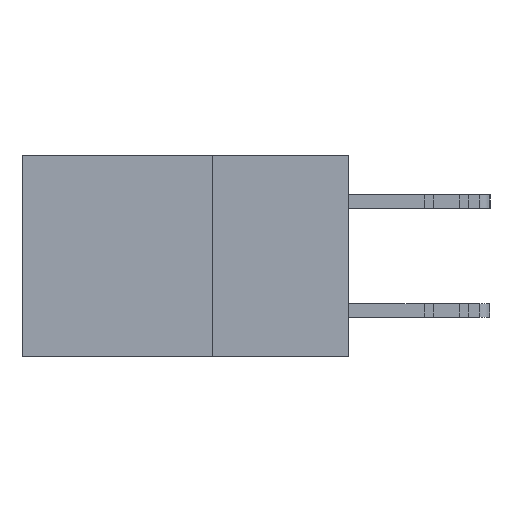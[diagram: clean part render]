
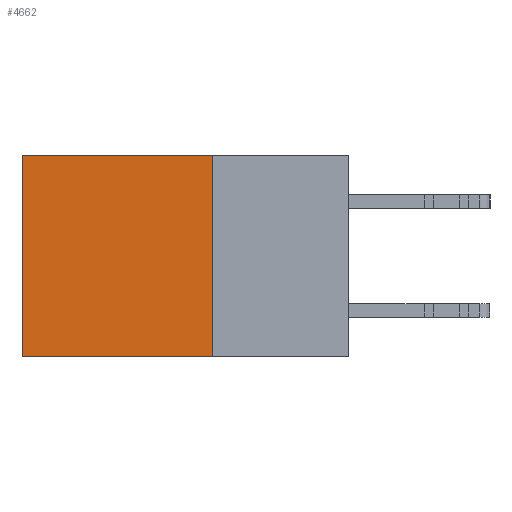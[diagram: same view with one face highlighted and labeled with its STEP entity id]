
A CAD part, left-side view. The second image highlights one B-rep face of the part: STEP entity #4662.
In plain terms, the highlighted planar face has unit normal (-1, 0, 0).
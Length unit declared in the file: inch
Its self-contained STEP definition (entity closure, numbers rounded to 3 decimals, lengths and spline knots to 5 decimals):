
#1893 = CARTESIAN_POINT ( 'NONE',  ( 0.2615, 0.25, -0.37 ) ) ;
#2851 = DIRECTION ( 'NONE',  ( 0., 1., 0. ) ) ;
#3748 = CARTESIAN_POINT ( 'NONE',  ( 0.2615, 0.6, -0.37 ) ) ;
#3909 = LINE ( 'NONE', #1893, #17734 ) ;
#4613 = PLANE ( 'NONE',  #23093 ) ;
#4662 = ADVANCED_FACE ( 'NONE', ( #13356 ), #4613, .F. ) ;
#4881 = DIRECTION ( 'NONE',  ( 1., 0., 0. ) ) ;
#5025 = LINE ( 'NONE', #11482, #11821 ) ;
#7039 = LINE ( 'NONE', #15373, #14309 ) ;
#7056 = DIRECTION ( 'NONE',  ( 0., 0., -1. ) ) ;
#7680 = EDGE_LOOP ( 'NONE', ( #24949, #19280, #21915, #15959 ) ) ;
#7724 = VERTEX_POINT ( 'NONE', #15816 ) ;
#8121 = CARTESIAN_POINT ( 'NONE',  ( 0.2615, 0.25, 0. ) ) ;
#8575 = EDGE_CURVE ( 'NONE', #7724, #24242, #3909, .T. ) ;
#9804 = DIRECTION ( 'NONE',  ( 0., 0., -1. ) ) ;
#11067 = CARTESIAN_POINT ( 'NONE',  ( 0.2615, 0.25, -0.37 ) ) ;
#11482 = CARTESIAN_POINT ( 'NONE',  ( 0.2615, 0.25, -0.37 ) ) ;
#11487 = CARTESIAN_POINT ( 'NONE',  ( 0.2615, 0.6, -0.37 ) ) ;
#11821 = VECTOR ( 'NONE', #13226, 39.37008 ) ;
#13226 = DIRECTION ( 'NONE',  ( 0., 0., -1. ) ) ;
#13356 = FACE_OUTER_BOUND ( 'NONE', #7680, .T. ) ;
#13609 = VECTOR ( 'NONE', #9804, 39.37008 ) ;
#14309 = VECTOR ( 'NONE', #2851, 39.37008 ) ;
#15373 = CARTESIAN_POINT ( 'NONE',  ( 0.2615, 0.25, 0. ) ) ;
#15816 = CARTESIAN_POINT ( 'NONE',  ( 0.2615, 0.25, -0.37 ) ) ;
#15959 = ORIENTED_EDGE ( 'NONE', *, *, #18909, .T. ) ;
#17734 = VECTOR ( 'NONE', #25792, 39.37008 ) ;
#17852 = VERTEX_POINT ( 'NONE', #23246 ) ;
#18909 = EDGE_CURVE ( 'NONE', #20039, #17852, #7039, .T. ) ;
#19280 = ORIENTED_EDGE ( 'NONE', *, *, #8575, .F. ) ;
#20031 = LINE ( 'NONE', #3748, #13609 ) ;
#20039 = VERTEX_POINT ( 'NONE', #8121 ) ;
#21915 = ORIENTED_EDGE ( 'NONE', *, *, #22821, .F. ) ;
#22821 = EDGE_CURVE ( 'NONE', #20039, #7724, #5025, .T. ) ;
#23093 = AXIS2_PLACEMENT_3D ( 'NONE', #11067, #4881, #7056 ) ;
#23246 = CARTESIAN_POINT ( 'NONE',  ( 0.2615, 0.6, 0. ) ) ;
#24242 = VERTEX_POINT ( 'NONE', #11487 ) ;
#24949 = ORIENTED_EDGE ( 'NONE', *, *, #25587, .T. ) ;
#25587 = EDGE_CURVE ( 'NONE', #17852, #24242, #20031, .T. ) ;
#25792 = DIRECTION ( 'NONE',  ( 0., 1., 0. ) ) ;
